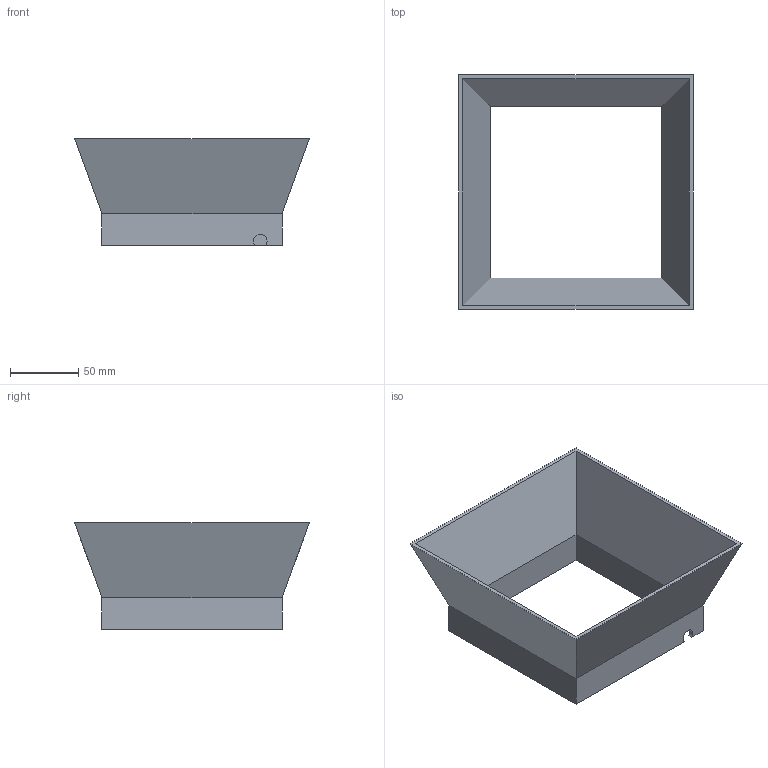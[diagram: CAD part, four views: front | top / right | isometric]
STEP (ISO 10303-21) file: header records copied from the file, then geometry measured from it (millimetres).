
FILE_DESCRIPTION(('FreeCAD Model'),'2;1');
FILE_NAME('Open CASCADE Shape Model','2025-08-23T12:11:00',('Author'),( ''),'Open CASCADE STEP processor 7.8','FreeCAD','Unknown');
FILE_SCHEMA(('AUTOMOTIVE_DESIGN { 1 0 10303 214 1 1 1 1 }'));
Length unit declared in the file: millimetre
Products named in the file (1): TPUGasket
Bounding box: 172.04 x 172.04 x 78 mm (x, y, z)
Volume: 133754 mm3; surface area: 96996.2 mm2
Topology: 1 solids, 1 shells, 19 faces, 48 edges, 30 vertices
Faces by surface type: plane 10, bspline 8, cylinder 1
Entity records: 576 total; most frequent: CARTESIAN_POINT 130, ORIENTED_EDGE 96, DIRECTION 68, EDGE_CURVE 48, LINE 36, VECTOR 36, VERTEX_POINT 30, FACE_BOUND 20
